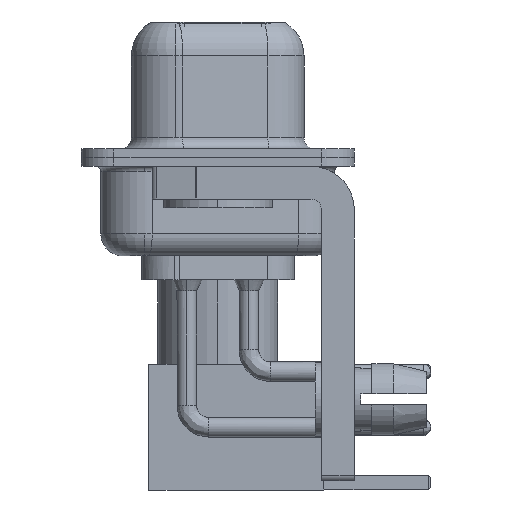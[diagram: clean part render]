
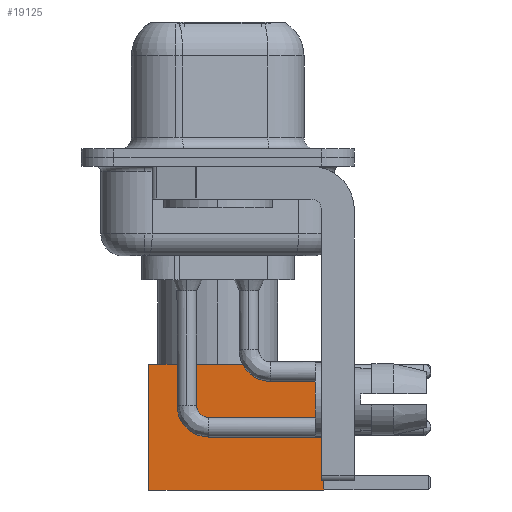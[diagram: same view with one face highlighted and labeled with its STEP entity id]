
A CAD part, left-side view. The second image highlights one B-rep face of the part: STEP entity #19125.
In plain terms, the highlighted face is planar.
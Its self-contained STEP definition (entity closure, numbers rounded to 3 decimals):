
#1011 = CARTESIAN_POINT ( 'NONE',  ( -2.875, 2.875, 8. ) ) ;
#1552 = DIRECTION ( 'NONE',  ( 0., 0., -1. ) ) ;
#1574 = ORIENTED_EDGE ( 'NONE', *, *, #3042, .T. ) ;
#1765 = CARTESIAN_POINT ( 'NONE',  ( 2.875, 2.875, 0. ) ) ;
#1907 = EDGE_LOOP ( 'NONE', ( #1574, #24724, #5019, #4295 ) ) ;
#2183 = EDGE_CURVE ( 'NONE', #7578, #26433, #8043, .T. ) ;
#3042 = EDGE_CURVE ( 'NONE', #10652, #7578, #25483, .T. ) ;
#4295 = ORIENTED_EDGE ( 'NONE', *, *, #18927, .F. ) ;
#4317 = VECTOR ( 'NONE', #7767, 1000. ) ;
#4349 = FACE_OUTER_BOUND ( 'NONE', #1907, .T. ) ;
#5019 = ORIENTED_EDGE ( 'NONE', *, *, #16783, .F. ) ;
#5265 = CARTESIAN_POINT ( 'NONE',  ( 0., 2.875, 8. ) ) ;
#5499 = CARTESIAN_POINT ( 'NONE',  ( 0., 2.875, 0. ) ) ;
#7039 = PLANE ( 'NONE',  #9450 ) ;
#7578 = VERTEX_POINT ( 'NONE', #1765 ) ;
#7767 = DIRECTION ( 'NONE',  ( -1., 0., 0. ) ) ;
#8043 = LINE ( 'NONE', #5499, #4317 ) ;
#9450 = AXIS2_PLACEMENT_3D ( 'NONE', #15746, #11322, #13608 ) ;
#9594 = CARTESIAN_POINT ( 'NONE',  ( -2.875, 2.875, 0. ) ) ;
#10652 = VERTEX_POINT ( 'NONE', #28032 ) ;
#10717 = VECTOR ( 'NONE', #16169, 1000. ) ;
#11322 = DIRECTION ( 'NONE',  ( 0., 1., 0. ) ) ;
#12582 = CARTESIAN_POINT ( 'NONE',  ( -2.875, 2.875, 0. ) ) ;
#13608 = DIRECTION ( 'NONE',  ( 0., 0., 1. ) ) ;
#15354 = VECTOR ( 'NONE', #1552, 1000. ) ;
#15746 = CARTESIAN_POINT ( 'NONE',  ( 2.875, 2.875, 0. ) ) ;
#16169 = DIRECTION ( 'NONE',  ( 0., 0., -1. ) ) ;
#16783 = EDGE_CURVE ( 'NONE', #20822, #26433, #24569, .T. ) ;
#18927 = EDGE_CURVE ( 'NONE', #10652, #20822, #26793, .T. ) ;
#19074 = CARTESIAN_POINT ( 'NONE',  ( 2.875, 2.875, 0. ) ) ;
#19125 = ADVANCED_FACE ( 'NONE', ( #4349 ), #7039, .T. ) ;
#20230 = DIRECTION ( 'NONE',  ( -1., 0., 0. ) ) ;
#20822 = VERTEX_POINT ( 'NONE', #1011 ) ;
#24569 = LINE ( 'NONE', #9594, #10717 ) ;
#24724 = ORIENTED_EDGE ( 'NONE', *, *, #2183, .T. ) ;
#24915 = VECTOR ( 'NONE', #20230, 1000. ) ;
#25483 = LINE ( 'NONE', #19074, #15354 ) ;
#26433 = VERTEX_POINT ( 'NONE', #12582 ) ;
#26793 = LINE ( 'NONE', #5265, #24915 ) ;
#28032 = CARTESIAN_POINT ( 'NONE',  ( 2.875, 2.875, 8. ) ) ;
